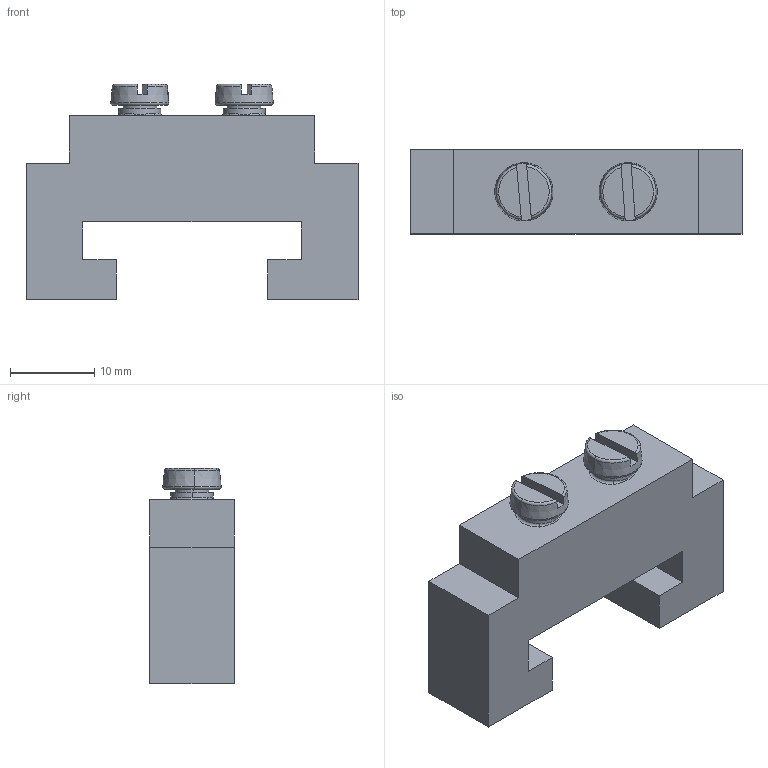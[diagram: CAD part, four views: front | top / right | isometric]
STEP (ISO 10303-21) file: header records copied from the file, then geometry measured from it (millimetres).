
FILE_DESCRIPTION (( 'STEP AP214' ), '1' );
FILE_NAME ('400110_BIK 1_STP.STEP', '2013-11-14T08:35:50', ( 'arge' ), ( 'Microsoft' ), 'SwSTEP 2.0', 'SolidWorks 2013', '' );
FILE_SCHEMA (( 'AUTOMOTIVE_DESIGN' ));
Length unit declared in the file: millimetre
Products named in the file (1): 400110_BIK 1_STP
Bounding box: 39.5 x 10 x 25.6 mm (x, y, z)
Volume: 6233.6 mm3; surface area: 3028 mm2
Topology: 1 solids, 1 shells, 62 faces, 156 edges, 102 vertices
Faces by surface type: plane 32, torus 14, cylinder 8, cone 4, bspline 4
Entity records: 2900 total; most frequent: CARTESIAN_POINT 693, DIRECTION 314, ORIENTED_EDGE 312, EDGE_CURVE 156, AXIS2_PLACEMENT_3D 123, VERTEX_POINT 102, VECTOR 68, LINE 68
